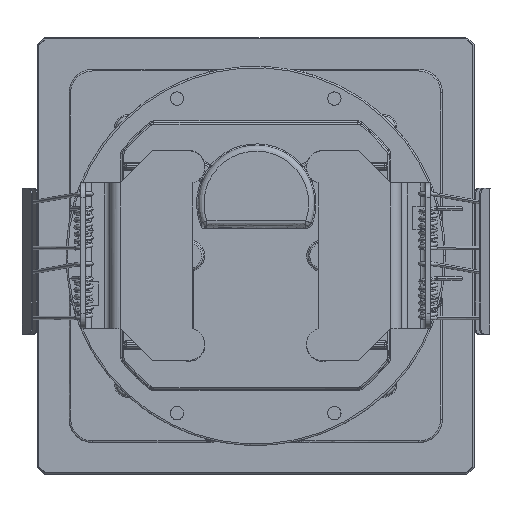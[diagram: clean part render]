
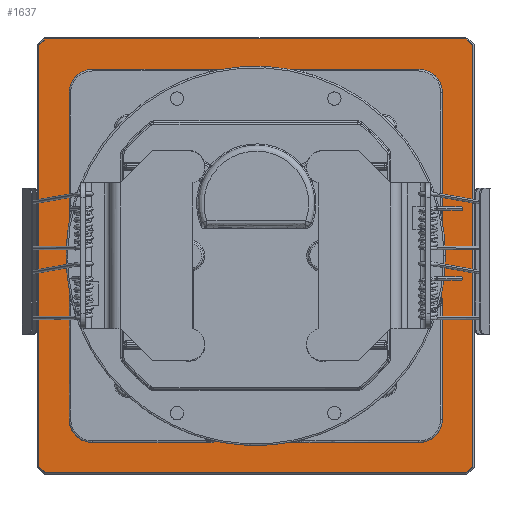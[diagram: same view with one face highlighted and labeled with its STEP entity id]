
A CAD part, top view. The second image highlights one B-rep face of the part: STEP entity #1637.
In plain terms, the highlighted planar face has unit normal (0, 0, 1).
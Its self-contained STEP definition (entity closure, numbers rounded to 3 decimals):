
#64=FACE_BOUND('',#5116,.T.);
#1637=ADVANCED_FACE('',(#3366,#64),#25068,.T.);
#3366=FACE_OUTER_BOUND('',#5115,.T.);
#5115=EDGE_LOOP('',(#12758,#12759,#12760,#12761,#12762,#12763,#12764,#12765));
#5116=EDGE_LOOP('',(#12766,#12767,#12768,#12769,#12770,#12771,#12772,#12773));
#12758=ORIENTED_EDGE('',*,*,#17517,.F.);
#12759=ORIENTED_EDGE('',*,*,#17501,.F.);
#12760=ORIENTED_EDGE('',*,*,#17523,.F.);
#12761=ORIENTED_EDGE('',*,*,#17499,.F.);
#12762=ORIENTED_EDGE('',*,*,#17521,.F.);
#12763=ORIENTED_EDGE('',*,*,#17511,.F.);
#12764=ORIENTED_EDGE('',*,*,#17519,.F.);
#12765=ORIENTED_EDGE('',*,*,#17507,.F.);
#12766=ORIENTED_EDGE('',*,*,#17489,.T.);
#12767=ORIENTED_EDGE('',*,*,#17531,.F.);
#12768=ORIENTED_EDGE('',*,*,#17487,.T.);
#12769=ORIENTED_EDGE('',*,*,#17525,.F.);
#12770=ORIENTED_EDGE('',*,*,#17513,.T.);
#12771=ORIENTED_EDGE('',*,*,#17527,.F.);
#12772=ORIENTED_EDGE('',*,*,#17493,.T.);
#12773=ORIENTED_EDGE('',*,*,#17529,.F.);
#17487=EDGE_CURVE('',#24396,#24395,#19484,.T.);
#17489=EDGE_CURVE('',#24397,#24398,#19486,.T.);
#17493=EDGE_CURVE('',#24401,#24402,#19490,.T.);
#17499=EDGE_CURVE('',#24407,#24408,#19496,.T.);
#17501=EDGE_CURVE('',#24409,#24410,#19498,.T.);
#17507=EDGE_CURVE('',#24415,#24416,#19504,.T.);
#17511=EDGE_CURVE('',#24419,#24420,#19508,.T.);
#17513=EDGE_CURVE('',#24421,#24422,#19510,.T.);
#17517=EDGE_CURVE('',#24410,#24415,#19514,.T.);
#17519=EDGE_CURVE('',#24416,#24419,#19516,.T.);
#17521=EDGE_CURVE('',#24420,#24407,#19518,.T.);
#17523=EDGE_CURVE('',#24408,#24409,#19520,.T.);
#17525=EDGE_CURVE('',#24421,#24395,#22040,.T.);
#17527=EDGE_CURVE('',#24401,#24422,#22042,.T.);
#17529=EDGE_CURVE('',#24397,#24402,#22044,.T.);
#17531=EDGE_CURVE('',#24396,#24398,#22046,.T.);
#19484=B_SPLINE_CURVE_WITH_KNOTS('',1,(#80006,#80007),.UNSPECIFIED.,.F.,
 .F.,(2,2),(0.,65.),.UNSPECIFIED.);
#19486=B_SPLINE_CURVE_WITH_KNOTS('',1,(#80010,#80011),.UNSPECIFIED.,.F.,
 .F.,(2,2),(0.,65.),.UNSPECIFIED.);
#19490=B_SPLINE_CURVE_WITH_KNOTS('',1,(#80018,#80019),.UNSPECIFIED.,.F.,
 .F.,(2,2),(0.,65.),.UNSPECIFIED.);
#19496=B_SPLINE_CURVE_WITH_KNOTS('',1,(#80030,#80031),.UNSPECIFIED.,.F.,
 .F.,(2,2),(0.,145.),.UNSPECIFIED.);
#19498=B_SPLINE_CURVE_WITH_KNOTS('',1,(#80034,#80035),.UNSPECIFIED.,.F.,
 .F.,(2,2),(0.,145.),.UNSPECIFIED.);
#19504=B_SPLINE_CURVE_WITH_KNOTS('',1,(#80046,#80047),.UNSPECIFIED.,.F.,
 .F.,(2,2),(0.,145.),.UNSPECIFIED.);
#19508=B_SPLINE_CURVE_WITH_KNOTS('',1,(#80054,#80055),.UNSPECIFIED.,.F.,
 .F.,(2,2),(0.,145.),.UNSPECIFIED.);
#19510=B_SPLINE_CURVE_WITH_KNOTS('',1,(#80058,#80059),.UNSPECIFIED.,.F.,
 .F.,(2,2),(0.,65.),.UNSPECIFIED.);
#19514=B_SPLINE_CURVE_WITH_KNOTS('',1,(#80066,#80067),.UNSPECIFIED.,.F.,
 .F.,(2,2),(-2.828,0.),.UNSPECIFIED.);
#19516=B_SPLINE_CURVE_WITH_KNOTS('',1,(#80070,#80071),.UNSPECIFIED.,.F.,
 .F.,(2,2),(-2.828,0.),.UNSPECIFIED.);
#19518=B_SPLINE_CURVE_WITH_KNOTS('',1,(#80074,#80075),.UNSPECIFIED.,.F.,
 .F.,(2,2),(-2.828,0.),.UNSPECIFIED.);
#19520=B_SPLINE_CURVE_WITH_KNOTS('',1,(#80078,#80079),.UNSPECIFIED.,.F.,
 .F.,(2,2),(-2.828,0.),.UNSPECIFIED.);
#22040=(
BOUNDED_CURVE()
B_SPLINE_CURVE(2,(#80082,#80083,#80084),.UNSPECIFIED.,.F.,.F.)
B_SPLINE_CURVE_WITH_KNOTS((3,3),(-3.927,0.),.UNSPECIFIED.)
CURVE()
GEOMETRIC_REPRESENTATION_ITEM()
RATIONAL_B_SPLINE_CURVE((1.,0.707,1.))
REPRESENTATION_ITEM('')
);
#22042=(
BOUNDED_CURVE()
B_SPLINE_CURVE(2,(#80088,#80089,#80090),.UNSPECIFIED.,.F.,.F.)
B_SPLINE_CURVE_WITH_KNOTS((3,3),(-3.927,0.),.UNSPECIFIED.)
CURVE()
GEOMETRIC_REPRESENTATION_ITEM()
RATIONAL_B_SPLINE_CURVE((1.,0.707,1.))
REPRESENTATION_ITEM('')
);
#22044=(
BOUNDED_CURVE()
B_SPLINE_CURVE(2,(#80094,#80095,#80096),.UNSPECIFIED.,.F.,.F.)
B_SPLINE_CURVE_WITH_KNOTS((3,3),(-3.927,0.),.UNSPECIFIED.)
CURVE()
GEOMETRIC_REPRESENTATION_ITEM()
RATIONAL_B_SPLINE_CURVE((1.,0.707,1.))
REPRESENTATION_ITEM('')
);
#22046=(
BOUNDED_CURVE()
B_SPLINE_CURVE(2,(#80100,#80101,#80102),.UNSPECIFIED.,.F.,.F.)
B_SPLINE_CURVE_WITH_KNOTS((3,3),(-3.927,0.),.UNSPECIFIED.)
CURVE()
GEOMETRIC_REPRESENTATION_ITEM()
RATIONAL_B_SPLINE_CURVE((1.,0.707,1.))
REPRESENTATION_ITEM('')
);
#24395=VERTEX_POINT('',#79972);
#24396=VERTEX_POINT('',#79973);
#24397=VERTEX_POINT('',#79974);
#24398=VERTEX_POINT('',#79975);
#24401=VERTEX_POINT('',#79978);
#24402=VERTEX_POINT('',#79979);
#24407=VERTEX_POINT('',#79984);
#24408=VERTEX_POINT('',#79985);
#24409=VERTEX_POINT('',#79986);
#24410=VERTEX_POINT('',#79987);
#24415=VERTEX_POINT('',#79992);
#24416=VERTEX_POINT('',#79993);
#24419=VERTEX_POINT('',#79996);
#24420=VERTEX_POINT('',#79997);
#24421=VERTEX_POINT('',#79998);
#24422=VERTEX_POINT('',#79999);
#25068=PLANE('',#26885);
#26885=AXIS2_PLACEMENT_3D('',#79892,#27310,$);
#27310=DIRECTION('',(0.,0.,1.));
#79892=CARTESIAN_POINT('',(-90.534,85.539,-48.572));
#79972=CARTESIAN_POINT('',(35.,-37.495,-48.572));
#79973=CARTESIAN_POINT('',(35.,27.505,-48.572));
#79974=CARTESIAN_POINT('',(-32.5,30.005,-48.572));
#79975=CARTESIAN_POINT('',(32.5,30.005,-48.572));
#79978=CARTESIAN_POINT('',(-35.,-37.495,-48.572));
#79979=CARTESIAN_POINT('',(-35.,27.505,-48.572));
#79984=CARTESIAN_POINT('',(-72.5,69.505,-48.572));
#79985=CARTESIAN_POINT('',(72.5,69.505,-48.572));
#79986=CARTESIAN_POINT('',(74.5,67.505,-48.572));
#79987=CARTESIAN_POINT('',(74.5,-77.495,-48.572));
#79992=CARTESIAN_POINT('',(72.5,-79.495,-48.572));
#79993=CARTESIAN_POINT('',(-72.5,-79.495,-48.572));
#79996=CARTESIAN_POINT('',(-74.5,-77.495,-48.572));
#79997=CARTESIAN_POINT('',(-74.5,67.505,-48.572));
#79998=CARTESIAN_POINT('',(32.5,-39.995,-48.572));
#79999=CARTESIAN_POINT('',(-32.5,-39.995,-48.572));
#80006=CARTESIAN_POINT('',(35.,27.505,-48.572));
#80007=CARTESIAN_POINT('',(35.,-37.495,-48.572));
#80010=CARTESIAN_POINT('',(-32.5,30.005,-48.572));
#80011=CARTESIAN_POINT('',(32.5,30.005,-48.572));
#80018=CARTESIAN_POINT('',(-35.,-37.495,-48.572));
#80019=CARTESIAN_POINT('',(-35.,27.505,-48.572));
#80030=CARTESIAN_POINT('',(-72.5,69.505,-48.572));
#80031=CARTESIAN_POINT('',(72.5,69.505,-48.572));
#80034=CARTESIAN_POINT('',(74.5,67.505,-48.572));
#80035=CARTESIAN_POINT('',(74.5,-77.495,-48.572));
#80046=CARTESIAN_POINT('',(72.5,-79.495,-48.572));
#80047=CARTESIAN_POINT('',(-72.5,-79.495,-48.572));
#80054=CARTESIAN_POINT('',(-74.5,-77.495,-48.572));
#80055=CARTESIAN_POINT('',(-74.5,67.505,-48.572));
#80058=CARTESIAN_POINT('',(32.5,-39.995,-48.572));
#80059=CARTESIAN_POINT('',(-32.5,-39.995,-48.572));
#80066=CARTESIAN_POINT('',(74.5,-77.495,-48.572));
#80067=CARTESIAN_POINT('',(72.5,-79.495,-48.572));
#80070=CARTESIAN_POINT('',(-72.5,-79.495,-48.572));
#80071=CARTESIAN_POINT('',(-74.5,-77.495,-48.572));
#80074=CARTESIAN_POINT('',(-74.5,67.505,-48.572));
#80075=CARTESIAN_POINT('',(-72.5,69.505,-48.572));
#80078=CARTESIAN_POINT('',(72.5,69.505,-48.572));
#80079=CARTESIAN_POINT('',(74.5,67.505,-48.572));
#80082=CARTESIAN_POINT('',(32.5,-39.995,-48.572));
#80083=CARTESIAN_POINT('',(35.,-39.995,-48.572));
#80084=CARTESIAN_POINT('',(35.,-37.495,-48.572));
#80088=CARTESIAN_POINT('',(-35.,-37.495,-48.572));
#80089=CARTESIAN_POINT('',(-35.,-39.995,-48.572));
#80090=CARTESIAN_POINT('',(-32.5,-39.995,-48.572));
#80094=CARTESIAN_POINT('',(-32.5,30.005,-48.572));
#80095=CARTESIAN_POINT('',(-35.,30.005,-48.572));
#80096=CARTESIAN_POINT('',(-35.,27.505,-48.572));
#80100=CARTESIAN_POINT('',(35.,27.505,-48.572));
#80101=CARTESIAN_POINT('',(35.,30.005,-48.572));
#80102=CARTESIAN_POINT('',(32.5,30.005,-48.572));
